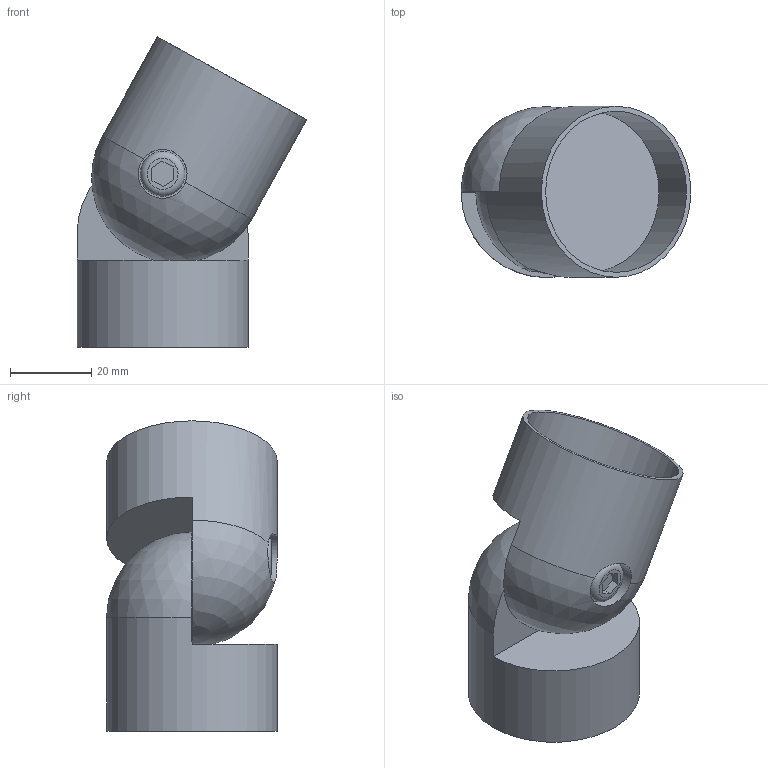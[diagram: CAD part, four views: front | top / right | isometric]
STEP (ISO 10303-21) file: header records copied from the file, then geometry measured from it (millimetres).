
FILE_DESCRIPTION(/* description */ (''),/* implementation_level */ '2;1');
FILE_NAME(/* name */ '50604-240_Cosch_Edelstahltechnik.stp',/* time_stamp */ '2018-11-17T18:22:57+01:00',/* author */ (''),/* organization */ (''),/* preprocessor_version */ 'ST-DEVELOPER v16',/* originating_system */ 'SIEMENS PLM Software NX 11.0',/* authorisation */ '');
FILE_SCHEMA (('AUTOMOTIVE_DESIGN { 1 0 10303 214 3 1 1 1 }'));
Length unit declared in the file: millimetre
Products named in the file (1): Goge239860DCck8x
Bounding box: 56.45 x 42 x 76.23 mm (x, y, z)
Volume: 53007.9 mm3; surface area: 19050.2 mm2
Topology: 2 solids, 2 shells, 26 faces, 56 edges, 38 vertices
Faces by surface type: plane 17, cylinder 6, sphere 2, torus 1
Full cylindrical faces by diameter (mm): 11 x1, 12 x1, 39.6 x2, 42 x2
Entity records: 783 total; most frequent: CARTESIAN_POINT 189, DIRECTION 118, ORIENTED_EDGE 90, AXIS2_PLACEMENT_3D 47, EDGE_CURVE 45, EDGE_LOOP 37, VERTEX_POINT 34, ADVANCED_FACE 26
